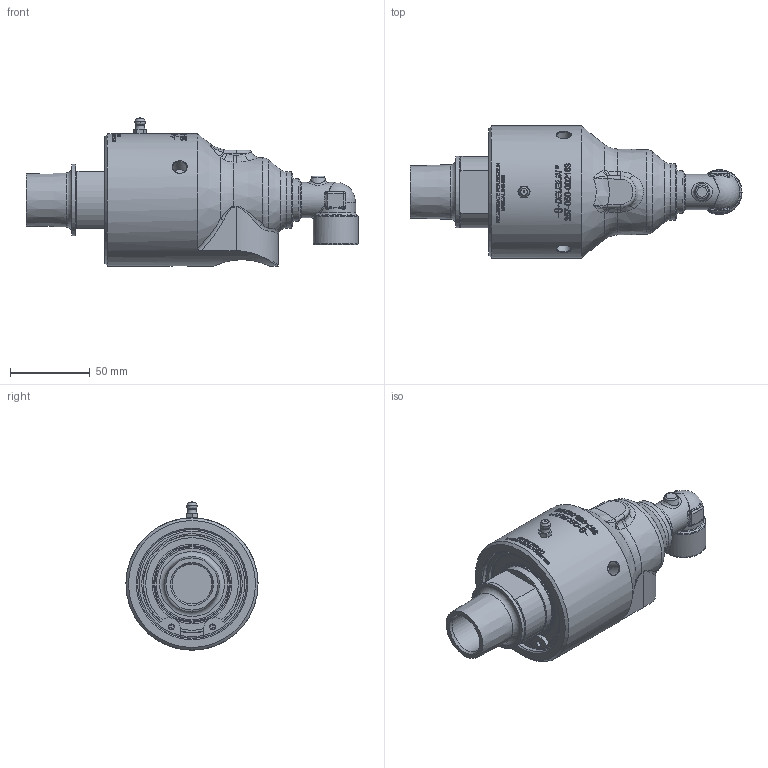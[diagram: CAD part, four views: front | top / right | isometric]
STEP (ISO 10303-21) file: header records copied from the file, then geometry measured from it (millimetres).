
FILE_DESCRIPTION(/* description */ (''),/* implementation_level */ '2;1');
FILE_NAME(/* name */ '357-050-002163-IC.stp',/* time_stamp */ '2022-02-10T13:31:29+01:00',/* author */ ('mskipas'),/* organization */ (''),/* preprocessor_version */ 'ST-DEVELOPER v18.1',/* originating_system */ 'Autodesk Inventor 2022',/* authorisation */ '');
FILE_SCHEMA (('AUTOMOTIVE_DESIGN { 1 0 10303 214 3 1 1 }'));
Products named in the file (1): 357-050-002163-IC
Bounding box: 207.61 x 82.6 x 92.59 mm (x, y, z)
Volume: 499417 mm3; surface area: 66515 mm2
Topology: 1 solids, 6 shells, 1120 faces, 2908 edges, 1881 vertices
Faces by surface type: bspline 520, plane 362, cylinder 159, cone 34, torus 28, sphere 17
Full cylindrical faces by diameter (mm): 3 x1, 3.12 x2, 3.2 x1, 3.72 x2, 5.359 x1, 8.6 x3, 15.88 x1, 17.475 x1, 22 x1, 25 x1, 28 x1, 28.575 x1, 34.9 x1, 39.4 x1, 40 x1, 44.65 x2, 47.764 x1, 49.775 x1, 57.913 x1, 59.225 x1, 60.725 x1, 61.1 x1, 68 x1, 68.1 x2, 73.8 x1, 82.6 x1
Entity records: 46602 total; most frequent: CARTESIAN_POINT 22032, ORIENTED_EDGE 5766, DIRECTION 3626, EDGE_CURVE 2883, VERTEX_POINT 1881, AXIS2_PLACEMENT_3D 1252, EDGE_LOOP 1234, LINE 1122
